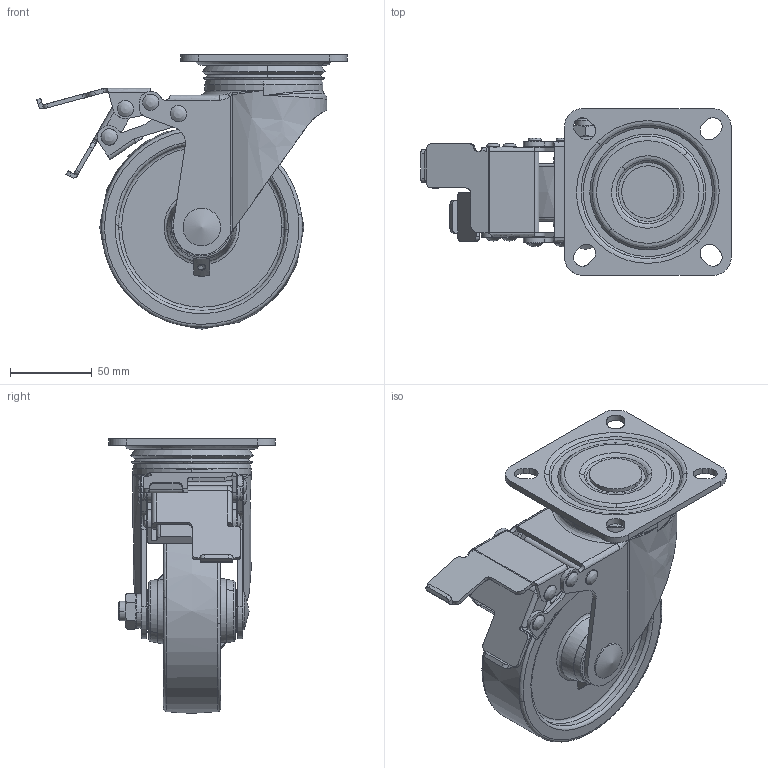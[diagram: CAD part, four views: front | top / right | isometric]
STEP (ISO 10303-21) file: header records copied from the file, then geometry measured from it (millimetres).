
FILE_DESCRIPTION((''),'2;1');
FILE_NAME('','2008-05-03T14:50:43',(''),(''),'','CADfix','');
FILE_SCHEMA(('AUTOMOTIVE_DESIGN { 1 0 10303 214 1 1 1 1 }'));
Length unit declared in the file: millimetre
Bounding box: 189.97 x 102 x 167.99 mm (x, y, z)
Volume: 503629.9 mm3; surface area: 149167.9 mm2
Topology: 5 solids, 43 shells, 471 faces, 1603 edges, 1162 vertices
Faces by surface type: bspline 471
Entity records: 24836 total; most frequent: CARTESIAN_POINT 16211, ORIENTED_EDGE 2828, EDGE_CURVE 1582, VERTEX_POINT 1162, EDGE_LOOP 546, QUASI_UNIFORM_CURVE 498, FACE_OUTER_BOUND 471, ADVANCED_FACE 471
